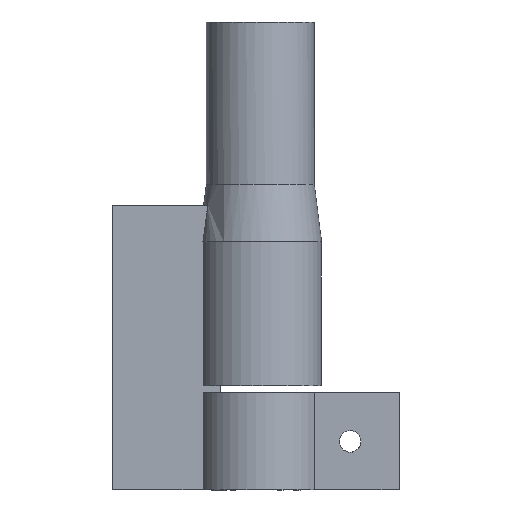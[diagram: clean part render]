
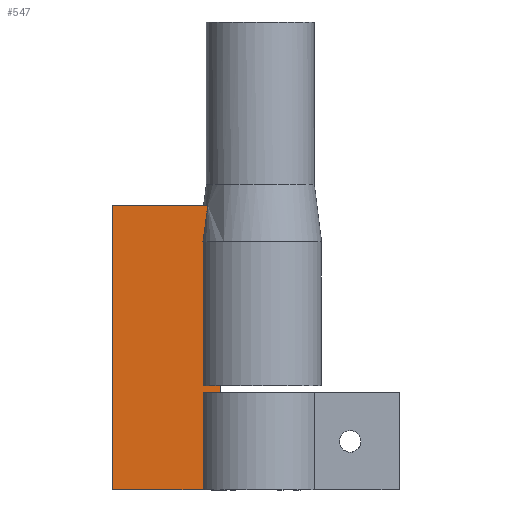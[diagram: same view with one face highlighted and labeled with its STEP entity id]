
A CAD part, front view. The second image highlights one B-rep face of the part: STEP entity #547.
In plain terms, the highlighted free-form (B-spline) face has degree [1, 1] with [2, 2] control points.
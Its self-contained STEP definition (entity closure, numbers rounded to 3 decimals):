
#168 = VERTEX_POINT('',#169);
#169 = CARTESIAN_POINT('',(-6.736,-2.541,
    -35.866));
#175 = EDGE_CURVE('',#168,#176,#178,.T.);
#176 = VERTEX_POINT('',#177);
#177 = CARTESIAN_POINT('',(-17.361,-2.541,
    -35.866));
#178 = B_SPLINE_CURVE_WITH_KNOTS('',1,(#179,#180),.UNSPECIFIED.,.F.,.F.,
  (2,2),(7.953,20.499),.PIECEWISE_BEZIER_KNOTS.);
#179 = CARTESIAN_POINT('',(-6.736,-2.541,
    -35.866));
#180 = CARTESIAN_POINT('',(-17.361,-2.541,
    -35.866));
#234 = EDGE_CURVE('',#176,#235,#237,.T.);
#235 = VERTEX_POINT('',#236);
#236 = CARTESIAN_POINT('',(-17.361,-2.541,
    -2.412));
#237 = B_SPLINE_CURVE_WITH_KNOTS('',1,(#238,#239),.UNSPECIFIED.,.F.,.F.,
  (2,2),(-42.348,-2.848),.PIECEWISE_BEZIER_KNOTS.);
#238 = CARTESIAN_POINT('',(-17.361,-2.541,
    -35.866));
#239 = CARTESIAN_POINT('',(-17.361,-2.541,
    -2.412));
#261 = EDGE_CURVE('',#235,#262,#264,.T.);
#262 = VERTEX_POINT('',#263);
#263 = CARTESIAN_POINT('',(-6.174,-2.541,
    -2.412));
#264 = B_SPLINE_CURVE_WITH_KNOTS('',1,(#265,#266),.UNSPECIFIED.,.F.,.F.,
  (2,2),(-20.499,-7.29),.PIECEWISE_BEZIER_KNOTS.);
#265 = CARTESIAN_POINT('',(-17.361,-2.541,
    -2.412));
#266 = CARTESIAN_POINT('',(-6.174,-2.541,
    -2.412));
#308 = VERTEX_POINT('',#309);
#309 = CARTESIAN_POINT('',(-4.657,-2.541,
    -23.586));
#314 = EDGE_CURVE('',#308,#315,#317,.T.);
#315 = VERTEX_POINT('',#316);
#316 = CARTESIAN_POINT('',(-4.657,-2.541,
    -24.433));
#317 = B_SPLINE_CURVE_WITH_KNOTS('',1,(#318,#319),.UNSPECIFIED.,.F.,.F.,
  (2,2),(27.848,28.848),.PIECEWISE_BEZIER_KNOTS.);
#318 = CARTESIAN_POINT('',(-4.657,-2.541,
    -23.586));
#319 = CARTESIAN_POINT('',(-4.657,-2.541,
    -24.433));
#343 = EDGE_CURVE('',#315,#344,#346,.T.);
#344 = VERTEX_POINT('',#345);
#345 = CARTESIAN_POINT('',(-6.736,-2.541,
    -24.433));
#346 = B_SPLINE_CURVE_WITH_KNOTS('',1,(#347,#348),.UNSPECIFIED.,.F.,.F.,
  (2,2),(5.499,7.953),.PIECEWISE_BEZIER_KNOTS.);
#347 = CARTESIAN_POINT('',(-4.657,-2.541,
    -24.433));
#348 = CARTESIAN_POINT('',(-6.736,-2.541,
    -24.433));
#504 = EDGE_CURVE('',#344,#168,#505,.T.);
#505 = B_SPLINE_CURVE_WITH_KNOTS('',1,(#506,#507),.UNSPECIFIED.,.F.,.F.,
  (2,2),(0.,13.5),.PIECEWISE_BEZIER_KNOTS.);
#506 = CARTESIAN_POINT('',(-6.736,-2.541,
    -24.433));
#507 = CARTESIAN_POINT('',(-6.736,-2.541,
    -35.866));
#547 = ADVANCED_FACE('',(#548),#584,.T.);
#548 = FACE_BOUND('',#549,.T.);
#549 = EDGE_LOOP('',(#550,#557,#564,#571,#578,#579,#580,#581,#582,#583)
  );
#550 = ORIENTED_EDGE('',*,*,#551,.T.);
#551 = EDGE_CURVE('',#308,#552,#554,.T.);
#552 = VERTEX_POINT('',#553);
#553 = CARTESIAN_POINT('',(-6.736,-2.541,-23.586
    ));
#554 = B_SPLINE_CURVE_WITH_KNOTS('',1,(#555,#556),.UNSPECIFIED.,.F.,.F.,
  (2,2),(5.499,7.953),.PIECEWISE_BEZIER_KNOTS.);
#555 = CARTESIAN_POINT('',(-4.657,-2.541,
    -23.586));
#556 = CARTESIAN_POINT('',(-6.736,-2.541,-23.586
    ));
#557 = ORIENTED_EDGE('',*,*,#558,.T.);
#558 = EDGE_CURVE('',#552,#559,#561,.T.);
#559 = VERTEX_POINT('',#560);
#560 = CARTESIAN_POINT('',(-6.736,-2.541,
    -6.647));
#561 = B_SPLINE_CURVE_WITH_KNOTS('',1,(#562,#563),.UNSPECIFIED.,.F.,.F.,
  (2,2),(0.,20.),.PIECEWISE_BEZIER_KNOTS.);
#562 = CARTESIAN_POINT('',(-6.736,-2.541,-23.586
    ));
#563 = CARTESIAN_POINT('',(-6.736,-2.541,
    -6.647));
#564 = ORIENTED_EDGE('',*,*,#565,.F.);
#565 = EDGE_CURVE('',#566,#559,#568,.T.);
#566 = VERTEX_POINT('',#567);
#567 = CARTESIAN_POINT('',(-6.754,-2.541,
    -6.647));
#568 = B_SPLINE_CURVE_WITH_KNOTS('',1,(#569,#570),.UNSPECIFIED.,.F.,.F.,
  (2,2),(-7.975,-7.953),.PIECEWISE_BEZIER_KNOTS.);
#569 = CARTESIAN_POINT('',(-6.754,-2.541,
    -6.647));
#570 = CARTESIAN_POINT('',(-6.736,-2.541,
    -6.647));
#571 = ORIENTED_EDGE('',*,*,#572,.T.);
#572 = EDGE_CURVE('',#566,#262,#573,.T.);
#573 = B_SPLINE_CURVE_WITH_KNOTS('',3,(#574,#575,#576,#577),
  .UNSPECIFIED.,.F.,.F.,(4,4),(0.,1.),.PIECEWISE_BEZIER_KNOTS.);
#574 = CARTESIAN_POINT('',(-6.754,-2.541,
    -6.647));
#575 = CARTESIAN_POINT('',(-6.562,-2.541,
    -5.235));
#576 = CARTESIAN_POINT('',(-6.369,-2.541,
    -3.823));
#577 = CARTESIAN_POINT('',(-6.174,-2.541,
    -2.412));
#578 = ORIENTED_EDGE('',*,*,#261,.F.);
#579 = ORIENTED_EDGE('',*,*,#234,.F.);
#580 = ORIENTED_EDGE('',*,*,#175,.F.);
#581 = ORIENTED_EDGE('',*,*,#504,.F.);
#582 = ORIENTED_EDGE('',*,*,#343,.F.);
#583 = ORIENTED_EDGE('',*,*,#314,.F.);
#584 = B_SPLINE_SURFACE_WITH_KNOTS('',1,1,(
    (#585,#586)
    ,(#587,#588
    )),.UNSPECIFIED.,.F.,.F.,.F.,(2,2),(2,2),(2.848,
    42.348),(-20.499,-5.499),
  .PIECEWISE_BEZIER_KNOTS.);
#585 = CARTESIAN_POINT('',(-17.361,-2.541,
    -2.412));
#586 = CARTESIAN_POINT('',(-4.657,-2.541,
    -2.412));
#587 = CARTESIAN_POINT('',(-17.361,-2.541,
    -35.866));
#588 = CARTESIAN_POINT('',(-4.657,-2.541,
    -35.866));
